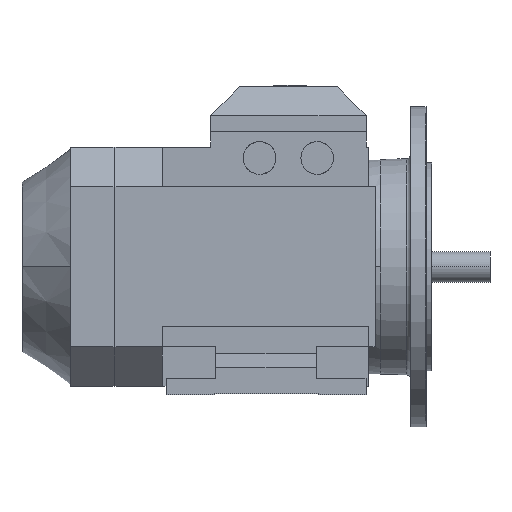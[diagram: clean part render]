
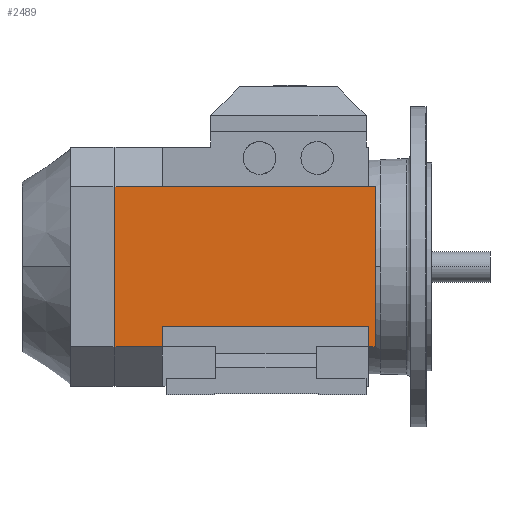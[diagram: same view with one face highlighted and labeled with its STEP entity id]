
A CAD part, left-side view. The second image highlights one B-rep face of the part: STEP entity #2489.
In plain terms, the highlighted planar face has unit normal (-1, 0, 0).
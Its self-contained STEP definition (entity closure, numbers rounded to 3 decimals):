
#231=PLANE('',#8470);
#2489=ADVANCED_FACE('',(#2701),#231,.T.);
#2701=FACE_OUTER_BOUND('',#2938,.T.);
#2938=EDGE_LOOP('',(#5326,#5327,#5328,#5329,#5330,#5331,#5332,#5333,#5334));
#3389=LINE('',#12265,#4257);
#3390=LINE('',#12268,#4258);
#3391=LINE('',#12270,#4259);
#3392=LINE('',#12272,#4260);
#3393=LINE('',#12274,#4261);
#3394=LINE('',#12276,#4262);
#3395=LINE('',#12278,#4263);
#3396=LINE('',#12280,#4264);
#3397=LINE('',#12282,#4265);
#4257=VECTOR('',#9299,1.);
#4258=VECTOR('',#9300,1.);
#4259=VECTOR('',#9301,1.);
#4260=VECTOR('',#9302,1.);
#4261=VECTOR('',#9303,1.);
#4262=VECTOR('',#9304,1.);
#4263=VECTOR('',#9305,1.);
#4264=VECTOR('',#9306,1.);
#4265=VECTOR('',#9307,1.);
#5326=ORIENTED_EDGE('',*,*,#7550,.T.);
#5327=ORIENTED_EDGE('',*,*,#7551,.T.);
#5328=ORIENTED_EDGE('',*,*,#7552,.T.);
#5329=ORIENTED_EDGE('',*,*,#7553,.T.);
#5330=ORIENTED_EDGE('',*,*,#7554,.T.);
#5331=ORIENTED_EDGE('',*,*,#7555,.T.);
#5332=ORIENTED_EDGE('',*,*,#7556,.T.);
#5333=ORIENTED_EDGE('',*,*,#7557,.T.);
#5334=ORIENTED_EDGE('',*,*,#7558,.T.);
#6438=VERTEX_POINT('',#12266);
#6439=VERTEX_POINT('',#12267);
#6440=VERTEX_POINT('',#12269);
#6441=VERTEX_POINT('',#12271);
#6442=VERTEX_POINT('',#12273);
#6443=VERTEX_POINT('',#12275);
#6444=VERTEX_POINT('',#12277);
#6445=VERTEX_POINT('',#12279);
#6446=VERTEX_POINT('',#12281);
#7550=EDGE_CURVE('',#6438,#6439,#3389,.T.);
#7551=EDGE_CURVE('',#6439,#6440,#3390,.T.);
#7552=EDGE_CURVE('',#6440,#6441,#3391,.T.);
#7553=EDGE_CURVE('',#6441,#6442,#3392,.T.);
#7554=EDGE_CURVE('',#6442,#6443,#3393,.T.);
#7555=EDGE_CURVE('',#6443,#6444,#3394,.T.);
#7556=EDGE_CURVE('',#6444,#6445,#3395,.T.);
#7557=EDGE_CURVE('',#6445,#6446,#3396,.T.);
#7558=EDGE_CURVE('',#6446,#6438,#3397,.T.);
#8470=AXIS2_PLACEMENT_3D('',#12283,#9308,#9309);
#9299=DIRECTION('',(0.,0.,-1.));
#9300=DIRECTION('',(0.,-1.,0.));
#9301=DIRECTION('',(0.,0.,1.));
#9302=DIRECTION('',(0.,1.,0.));
#9303=DIRECTION('',(0.,1.,0.));
#9304=DIRECTION('',(0.,0.,-1.));
#9305=DIRECTION('',(0.,-1.,0.));
#9306=DIRECTION('',(0.,0.,1.));
#9307=DIRECTION('',(0.,-1.,0.));
#9308=DIRECTION('',(-1.,0.,0.));
#9309=DIRECTION('',(0.,0.,1.));
#12265=CARTESIAN_POINT('',(-74.75,-159.,-50.054));
#12266=CARTESIAN_POINT('',(-74.75,-159.,-37.054));
#12267=CARTESIAN_POINT('',(-74.75,-159.,-50.054));
#12268=CARTESIAN_POINT('',(-74.75,-163.253,-50.054));
#12269=CARTESIAN_POINT('',(-74.75,-163.253,-50.054));
#12270=CARTESIAN_POINT('',(-74.75,-163.253,-50.054));
#12271=CARTESIAN_POINT('',(-74.75,-163.253,50.054));
#12272=CARTESIAN_POINT('',(-74.75,-163.253,50.054));
#12273=CARTESIAN_POINT('',(-74.75,-30.,50.054));
#12274=CARTESIAN_POINT('',(-74.75,-163.253,50.054));
#12275=CARTESIAN_POINT('',(-74.75,0.,50.054));
#12276=CARTESIAN_POINT('',(-74.75,0.,-50.054));
#12277=CARTESIAN_POINT('',(-74.75,0.,-50.054));
#12278=CARTESIAN_POINT('',(-74.75,-163.253,-50.054));
#12279=CARTESIAN_POINT('',(-74.75,-30.,-50.054));
#12280=CARTESIAN_POINT('',(-74.75,-30.,-50.054));
#12281=CARTESIAN_POINT('',(-74.75,-30.,-37.054));
#12282=CARTESIAN_POINT('',(-74.75,-163.253,-37.054));
#12283=CARTESIAN_POINT('',(-74.75,-163.253,-50.054));
